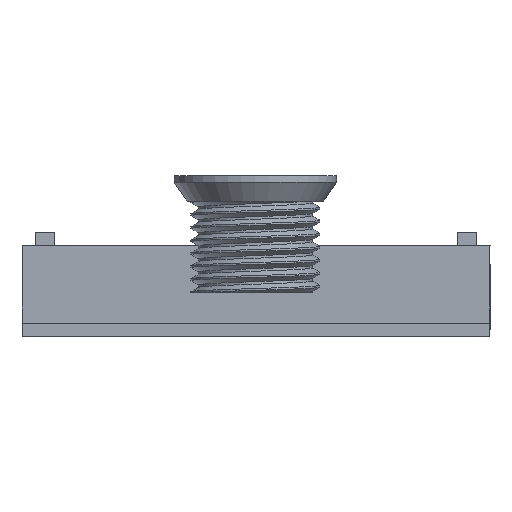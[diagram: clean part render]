
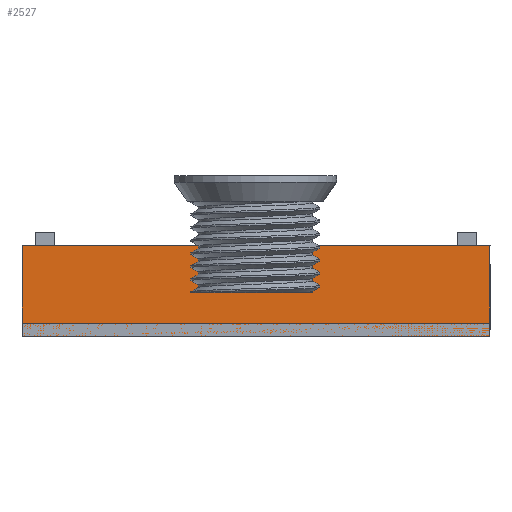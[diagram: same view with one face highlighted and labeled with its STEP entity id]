
A CAD part, left-side view. The second image highlights one B-rep face of the part: STEP entity #2527.
In plain terms, the highlighted planar face has unit normal (-1, 0, 0).
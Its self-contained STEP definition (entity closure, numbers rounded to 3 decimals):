
#149=PLANE('',#2753);
#287=FACE_OUTER_BOUND('',#450,.T.);
#450=EDGE_LOOP('',(#2287,#2288,#2289,#2290));
#708=LINE('',#5967,#964);
#724=LINE('',#5999,#980);
#791=LINE('',#6169,#1047);
#792=LINE('',#6171,#1048);
#964=VECTOR('',#3177,10.);
#980=VECTOR('',#3199,10.);
#1047=VECTOR('',#3374,10.);
#1048=VECTOR('',#3377,10.);
#1223=VERTEX_POINT('',#5964);
#1224=VERTEX_POINT('',#5966);
#1237=VERTEX_POINT('',#5998);
#1286=VERTEX_POINT('',#6167);
#1529=EDGE_CURVE('',#1223,#1224,#708,.T.);
#1546=EDGE_CURVE('',#1224,#1237,#724,.T.);
#1629=EDGE_CURVE('',#1286,#1237,#791,.T.);
#1630=EDGE_CURVE('',#1223,#1286,#792,.T.);
#2287=ORIENTED_EDGE('',*,*,#1630,.T.);
#2288=ORIENTED_EDGE('',*,*,#1629,.T.);
#2289=ORIENTED_EDGE('',*,*,#1546,.F.);
#2290=ORIENTED_EDGE('',*,*,#1529,.F.);
#2527=ADVANCED_FACE('',(#287),#149,.T.);
#2753=AXIS2_PLACEMENT_3D('',#6170,#3375,#3376);
#3177=DIRECTION('',(0.,0.,1.));
#3199=DIRECTION('',(0.,-1.,0.));
#3374=DIRECTION('',(0.,0.,1.));
#3375=DIRECTION('center_axis',(-1.,0.,0.));
#3376=DIRECTION('ref_axis',(0.,-1.,0.));
#3377=DIRECTION('',(0.,-1.,0.));
#5964=CARTESIAN_POINT('',(55.791,1.502,39.287));
#5966=CARTESIAN_POINT('',(55.791,1.502,53.287));
#5967=CARTESIAN_POINT('',(55.791,1.502,39.287));
#5998=CARTESIAN_POINT('',(55.791,-70.498,53.287));
#5999=CARTESIAN_POINT('',(55.791,1.502,53.287));
#6167=CARTESIAN_POINT('',(55.791,-70.498,39.287));
#6169=CARTESIAN_POINT('',(55.791,-70.498,39.287));
#6170=CARTESIAN_POINT('Origin',(55.791,1.502,39.287));
#6171=CARTESIAN_POINT('',(55.791,1.502,39.287));
